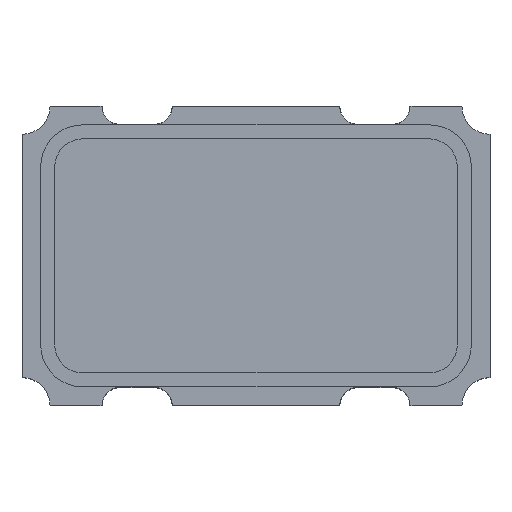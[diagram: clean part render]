
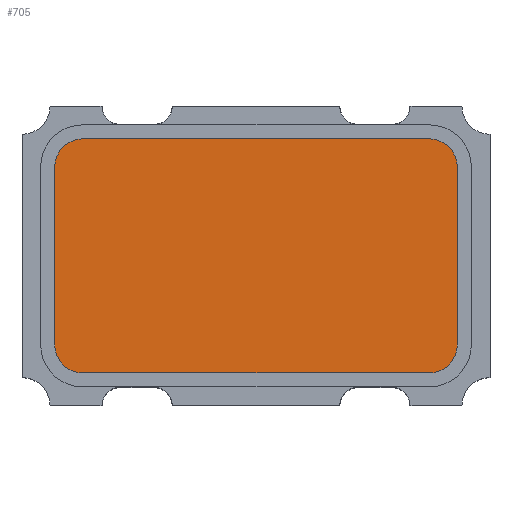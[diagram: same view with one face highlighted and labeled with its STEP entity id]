
A CAD part, top view. The second image highlights one B-rep face of the part: STEP entity #705.
In plain terms, the highlighted planar face has unit normal (0, 0, 1).
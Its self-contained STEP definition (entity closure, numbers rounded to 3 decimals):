
#8 = CARTESIAN_POINT ( 'NONE',  ( 6.383, 5.719, 0.02 ) ) ;
#9 = CARTESIAN_POINT ( 'NONE',  ( 6.683, 3.819, 0.02 ) ) ;
#43 = DIRECTION ( 'NONE',  ( -1., 0., 0. ) ) ;
#46 = CARTESIAN_POINT ( 'NONE',  ( 2.383, 3.519, 0.02 ) ) ;
#52 = ORIENTED_EDGE ( 'NONE', *, *, #1364, .T. ) ;
#134 = CARTESIAN_POINT ( 'NONE',  ( 2.383, 3.519, 0.02 ) ) ;
#151 = AXIS2_PLACEMENT_3D ( 'NONE', #134, #2135, #1194 ) ;
#165 = AXIS2_PLACEMENT_3D ( 'NONE', #529, #341, #2274 ) ;
#173 = CARTESIAN_POINT ( 'NONE',  ( 2.383, 3.519, 0.02 ) ) ;
#197 = DIRECTION ( 'NONE',  ( -1., 0., 0. ) ) ;
#199 = ORIENTED_EDGE ( 'NONE', *, *, #1988, .T. ) ;
#226 = AXIS2_PLACEMENT_3D ( 'NONE', #449, #1894, #991 ) ;
#237 = VERTEX_POINT ( 'NONE', #782 ) ;
#268 = EDGE_CURVE ( 'NONE', #1127, #1946, #658, .T. ) ;
#333 = DIRECTION ( 'NONE',  ( 0., -1., 0. ) ) ;
#341 = DIRECTION ( 'NONE',  ( 0., 0., 1. ) ) ;
#402 = VECTOR ( 'NONE', #43, 1000. ) ;
#430 = CARTESIAN_POINT ( 'NONE',  ( 2.683, 3.519, 0.02 ) ) ;
#449 = CARTESIAN_POINT ( 'NONE',  ( 2.683, 3.819, 0.02 ) ) ;
#517 = AXIS2_PLACEMENT_3D ( 'NONE', #2172, #2195, #576 ) ;
#529 = CARTESIAN_POINT ( 'NONE',  ( 6.383, 3.819, 0.02 ) ) ;
#562 = ORIENTED_EDGE ( 'NONE', *, *, #1265, .T. ) ;
#576 = DIRECTION ( 'NONE',  ( -1., 0., 0. ) ) ;
#655 = CARTESIAN_POINT ( 'NONE',  ( 6.683, 3.519, 0.02 ) ) ;
#658 = CIRCLE ( 'NONE', #1571, 0.3 ) ;
#660 = ORIENTED_EDGE ( 'NONE', *, *, #1529, .T. ) ;
#676 = ORIENTED_EDGE ( 'NONE', *, *, #1891, .T. ) ;
#701 = EDGE_CURVE ( 'NONE', #1188, #1384, #1392, .T. ) ;
#705 = ADVANCED_FACE ( 'NONE', ( #1590 ), #1766, .T. ) ;
#732 = DIRECTION ( 'NONE',  ( 0., 0., 1. ) ) ;
#741 = VERTEX_POINT ( 'NONE', #1573 ) ;
#767 = DIRECTION ( 'NONE',  ( 1., 0., 0. ) ) ;
#769 = ORIENTED_EDGE ( 'NONE', *, *, #1280, .T. ) ;
#782 = CARTESIAN_POINT ( 'NONE',  ( 6.383, 3.519, 0.02 ) ) ;
#789 = VECTOR ( 'NONE', #333, 1000. ) ;
#981 = CARTESIAN_POINT ( 'NONE',  ( 2.383, 5.719, 0.02 ) ) ;
#991 = DIRECTION ( 'NONE',  ( -1., 0., 0. ) ) ;
#1021 = CARTESIAN_POINT ( 'NONE',  ( 2.383, 6.019, 0.02 ) ) ;
#1027 = EDGE_LOOP ( 'NONE', ( #199, #676, #562, #1774, #52, #660, #2183, #769 ) ) ;
#1127 = VERTEX_POINT ( 'NONE', #1552 ) ;
#1188 = VERTEX_POINT ( 'NONE', #981 ) ;
#1194 = DIRECTION ( 'NONE',  ( 1., 0., 0. ) ) ;
#1219 = LINE ( 'NONE', #1021, #402 ) ;
#1265 = EDGE_CURVE ( 'NONE', #1396, #1127, #1348, .T. ) ;
#1273 = LINE ( 'NONE', #46, #1740 ) ;
#1280 = EDGE_CURVE ( 'NONE', #1384, #1646, #1538, .T. ) ;
#1348 = LINE ( 'NONE', #655, #1620 ) ;
#1364 = EDGE_CURVE ( 'NONE', #1946, #741, #1219, .T. ) ;
#1378 = DIRECTION ( 'NONE',  ( 0., 1., 0. ) ) ;
#1384 = VERTEX_POINT ( 'NONE', #1940 ) ;
#1392 = LINE ( 'NONE', #173, #789 ) ;
#1396 = VERTEX_POINT ( 'NONE', #9 ) ;
#1529 = EDGE_CURVE ( 'NONE', #741, #1188, #2180, .T. ) ;
#1538 = CIRCLE ( 'NONE', #226, 0.3 ) ;
#1552 = CARTESIAN_POINT ( 'NONE',  ( 6.683, 5.719, 0.02 ) ) ;
#1571 = AXIS2_PLACEMENT_3D ( 'NONE', #8, #732, #197 ) ;
#1573 = CARTESIAN_POINT ( 'NONE',  ( 2.683, 6.019, 0.02 ) ) ;
#1590 = FACE_OUTER_BOUND ( 'NONE', #1027, .T. ) ;
#1620 = VECTOR ( 'NONE', #1378, 1000. ) ;
#1637 = CIRCLE ( 'NONE', #165, 0.3 ) ;
#1646 = VERTEX_POINT ( 'NONE', #430 ) ;
#1740 = VECTOR ( 'NONE', #767, 1000. ) ;
#1766 = PLANE ( 'NONE',  #151 ) ;
#1774 = ORIENTED_EDGE ( 'NONE', *, *, #268, .T. ) ;
#1793 = CARTESIAN_POINT ( 'NONE',  ( 6.383, 6.019, 0.02 ) ) ;
#1891 = EDGE_CURVE ( 'NONE', #237, #1396, #1637, .T. ) ;
#1894 = DIRECTION ( 'NONE',  ( 0., 0., 1. ) ) ;
#1940 = CARTESIAN_POINT ( 'NONE',  ( 2.383, 3.819, 0.02 ) ) ;
#1946 = VERTEX_POINT ( 'NONE', #1793 ) ;
#1988 = EDGE_CURVE ( 'NONE', #1646, #237, #1273, .T. ) ;
#2135 = DIRECTION ( 'NONE',  ( 0., 0., 1. ) ) ;
#2172 = CARTESIAN_POINT ( 'NONE',  ( 2.683, 5.719, 0.02 ) ) ;
#2180 = CIRCLE ( 'NONE', #517, 0.3 ) ;
#2183 = ORIENTED_EDGE ( 'NONE', *, *, #701, .T. ) ;
#2195 = DIRECTION ( 'NONE',  ( 0., 0., 1. ) ) ;
#2274 = DIRECTION ( 'NONE',  ( -1., 0., 0. ) ) ;
